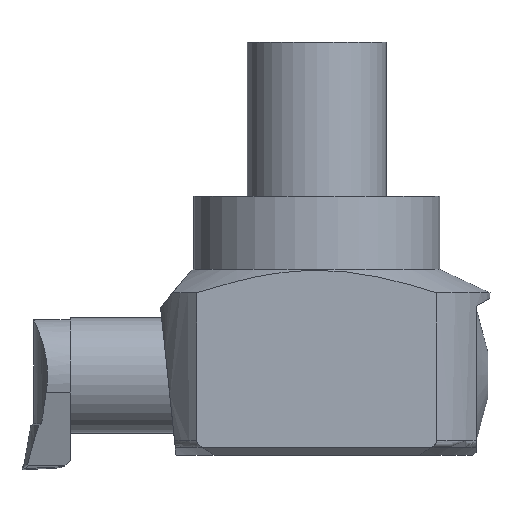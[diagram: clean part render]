
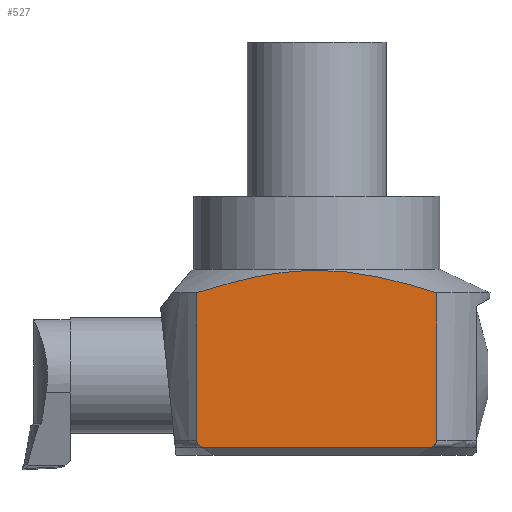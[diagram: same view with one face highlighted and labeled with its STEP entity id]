
A CAD part, front view. The second image highlights one B-rep face of the part: STEP entity #527.
In plain terms, the highlighted planar face has unit normal (0, -1, 0).
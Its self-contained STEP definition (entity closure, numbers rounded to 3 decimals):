
#300=EDGE_CURVE('240[2]',#880,#881,#882,.T.);
#317=EDGE_CURVE('240[2]',#912,#913,#914,.T.);
#443=EDGE_CURVE('240[2]',#880,#1103,#1104,.T.);
#498=EDGE_CURVE('240[2]',#1183,#1184,#1185,.T.);
#509=EDGE_CURVE('240[2]',#1199,#1151,#1200,.T.);
#527=ADVANCED_FACE('240[2]',(#1223),#1224,.T.);
#647=EDGE_CURVE('240[2]',#1184,#912,#1382,.T.);
#653=EDGE_CURVE('240[2]',#1183,#1151,#1388,.T.);
#735=EDGE_CURVE('240[2]',#1103,#1199,#1485,.T.);
#831=EDGE_CURVE('240[2]',#913,#881,#1603,.T.);
#880=VERTEX_POINT('',#1655);
#881=VERTEX_POINT('',#1656);
#882=B_SPLINE_CURVE_WITH_KNOTS('',3,(#1657,#1658,#1659,#1660,#1661,#1662,#1663,#1664,#1665,#1666,#1667,#1668),.UNSPECIFIED.,.F.,.F.,(4,2,2,2,2,4),(0.005,0.006,0.006,0.007,0.007,0.008),.UNSPECIFIED.);
#912=VERTEX_POINT('',#1751);
#913=VERTEX_POINT('',#1752);
#914=B_SPLINE_CURVE_WITH_KNOTS('',3,(#1753,#1754,#1755,#1756,#1757,#1758,#1759,#1760,#1761,#1762),.UNSPECIFIED.,.F.,.F.,(4,2,2,2,4),(0.084,0.092,0.1,0.108,0.116),.UNSPECIFIED.);
#1103=VERTEX_POINT('',#2085);
#1104=CIRCLE('',#2086,172.343);
#1151=VERTEX_POINT('',#2174);
#1183=VERTEX_POINT('',#2227);
#1184=VERTEX_POINT('',#2228);
#1185=LINE('',#2229,#2230);
#1199=VERTEX_POINT('',#2262);
#1200=CIRCLE('',#2263,172.361);
#1223=FACE_OUTER_BOUND('',#2297,.T.);
#1224=PLANE('',#2298);
#1382=B_SPLINE_CURVE_WITH_KNOTS('',3,(#2643,#2644,#2645,#2646,#2647,#2648,#2649,#2650,#2651,#2652,#2653,#2654),.UNSPECIFIED.,.F.,.F.,(4,2,2,2,2,4),(0.052,0.06,0.068,0.076,0.08,0.084),.UNSPECIFIED.);
#1388=B_SPLINE_CURVE_WITH_KNOTS('',3,(#2665,#2666,#2667,#2668,#2669,#2670,#2671,#2672,#2673,#2674,#2675,#2676),.UNSPECIFIED.,.F.,.F.,(4,2,2,2,2,4),(0.016,0.016,0.016,0.017,0.017,0.018),.UNSPECIFIED.);
#1485=LINE('',#2850,#2851);
#1603=LINE('',#3107,#3108);
#1655=CARTESIAN_POINT('',(-29.661,-32.5,-65.179));
#1656=CARTESIAN_POINT('',(-31.125,-32.5,-63.447));
#1657=CARTESIAN_POINT('',(-29.661,-32.5,-65.179));
#1658=CARTESIAN_POINT('',(-29.847,-32.5,-65.107));
#1659=CARTESIAN_POINT('',(-30.029,-32.5,-65.017));
#1660=CARTESIAN_POINT('',(-30.366,-32.5,-64.803));
#1661=CARTESIAN_POINT('',(-30.526,-32.5,-64.676));
#1662=CARTESIAN_POINT('',(-30.731,-32.5,-64.457));
#1663=CARTESIAN_POINT('',(-30.794,-32.5,-64.379));
#1664=CARTESIAN_POINT('',(-30.907,-32.5,-64.213));
#1665=CARTESIAN_POINT('',(-30.958,-32.5,-64.124));
#1666=CARTESIAN_POINT('',(-31.079,-32.5,-63.849));
#1667=CARTESIAN_POINT('',(-31.125,-32.5,-63.647));
#1668=CARTESIAN_POINT('',(-31.125,-32.5,-63.447));
#1751=CARTESIAN_POINT('',(0.,-32.5,-19.233));
#1752=CARTESIAN_POINT('',(-31.125,-32.5,-25.062));
#1753=CARTESIAN_POINT('',(0.,-32.5,-19.233));
#1754=CARTESIAN_POINT('',(-2.678,-32.5,-19.233));
#1755=CARTESIAN_POINT('',(-5.33,-32.5,-19.389));
#1756=CARTESIAN_POINT('',(-10.585,-32.5,-19.972));
#1757=CARTESIAN_POINT('',(-13.189,-32.5,-20.398));
#1758=CARTESIAN_POINT('',(-18.362,-32.5,-21.451));
#1759=CARTESIAN_POINT('',(-20.931,-32.5,-22.078));
#1760=CARTESIAN_POINT('',(-26.045,-32.5,-23.475));
#1761=CARTESIAN_POINT('',(-28.59,-32.5,-24.245));
#1762=CARTESIAN_POINT('',(-31.125,-32.5,-25.062));
#2085=CARTESIAN_POINT('',(-29.607,-32.5,-65.2));
#2086=AXIS2_PLACEMENT_3D('',#3348,#3349,#3350);
#2174=CARTESIAN_POINT('',(29.661,-32.5,-65.179));
#2227=CARTESIAN_POINT('',(31.125,-32.5,-63.447));
#2228=CARTESIAN_POINT('',(31.125,-32.5,-25.062));
#2229=CARTESIAN_POINT('',(31.125,-32.5,-63.447));
#2230=VECTOR('',#3451,38.385);
#2262=CARTESIAN_POINT('',(29.607,-32.5,-65.2));
#2263=AXIS2_PLACEMENT_3D('',#3463,#3464,#3465);
#2297=EDGE_LOOP('',(#3487,#3488,#3489,#3490,#3491,#3492,#3493,#3494,#3495));
#2298=AXIS2_PLACEMENT_3D('',#3496,#3497,#3498);
#2643=CARTESIAN_POINT('',(31.125,-32.5,-25.062));
#2644=CARTESIAN_POINT('',(28.599,-32.5,-24.247));
#2645=CARTESIAN_POINT('',(26.063,-32.5,-23.48));
#2646=CARTESIAN_POINT('',(20.962,-32.5,-22.086));
#2647=CARTESIAN_POINT('',(18.397,-32.5,-21.459));
#2648=CARTESIAN_POINT('',(13.226,-32.5,-20.404));
#2649=CARTESIAN_POINT('',(10.619,-32.5,-19.977));
#2650=CARTESIAN_POINT('',(6.667,-32.5,-19.537));
#2651=CARTESIAN_POINT('',(5.343,-32.5,-19.424));
#2652=CARTESIAN_POINT('',(2.679,-32.5,-19.272));
#2653=CARTESIAN_POINT('',(1.335,-32.5,-19.233));
#2654=CARTESIAN_POINT('',(0.,-32.5,-19.233));
#2665=CARTESIAN_POINT('',(31.125,-32.5,-63.447));
#2666=CARTESIAN_POINT('',(31.125,-32.5,-63.548));
#2667=CARTESIAN_POINT('',(31.114,-32.5,-63.647));
#2668=CARTESIAN_POINT('',(31.071,-32.5,-63.845));
#2669=CARTESIAN_POINT('',(31.038,-32.5,-63.942));
#2670=CARTESIAN_POINT('',(30.916,-32.5,-64.218));
#2671=CARTESIAN_POINT('',(30.8,-32.5,-64.384));
#2672=CARTESIAN_POINT('',(30.524,-32.5,-64.678));
#2673=CARTESIAN_POINT('',(30.367,-32.5,-64.802));
#2674=CARTESIAN_POINT('',(30.027,-32.5,-65.018));
#2675=CARTESIAN_POINT('',(29.846,-32.5,-65.107));
#2676=CARTESIAN_POINT('',(29.661,-32.5,-65.179));
#2850=CARTESIAN_POINT('',(-29.607,-32.5,-65.2));
#2851=VECTOR('',#3820,59.215);
#3107=CARTESIAN_POINT('',(-31.125,-32.5,-25.062));
#3108=VECTOR('',#3978,38.385);
#3348=CARTESIAN_POINT('',(32.847,-32.5,95.429));
#3349=DIRECTION('',(0.,-1.0,0.));
#3350=DIRECTION('',(-0.363,0.,-0.932));
#3451=DIRECTION('',(0.0,0.0,1.0));
#3463=CARTESIAN_POINT('',(-32.854,-32.5,95.445));
#3464=DIRECTION('',(0.,-1.0,0.));
#3465=DIRECTION('',(0.362,0.,-0.932));
#3487=ORIENTED_EDGE('',*,*,#443,.T.);
#3488=ORIENTED_EDGE('',*,*,#735,.T.);
#3489=ORIENTED_EDGE('',*,*,#509,.T.);
#3490=ORIENTED_EDGE('',*,*,#653,.F.);
#3491=ORIENTED_EDGE('',*,*,#498,.T.);
#3492=ORIENTED_EDGE('',*,*,#647,.T.);
#3493=ORIENTED_EDGE('',*,*,#317,.T.);
#3494=ORIENTED_EDGE('',*,*,#831,.T.);
#3495=ORIENTED_EDGE('',*,*,#300,.F.);
#3496=CARTESIAN_POINT('',(40.0,-32.5,-67.2));
#3497=DIRECTION('',(0.,-1.0,0.0));
#3498=DIRECTION('',(-1.0,0.,0.0));
#3820=DIRECTION('',(1.0,0.,0.0));
#3978=DIRECTION('',(-0.0,0.0,-1.0));
